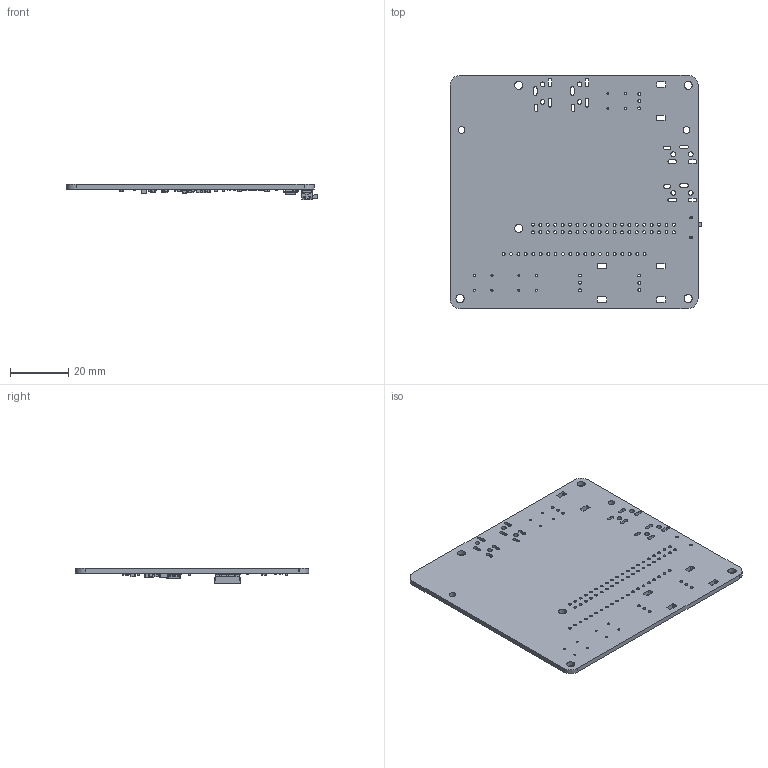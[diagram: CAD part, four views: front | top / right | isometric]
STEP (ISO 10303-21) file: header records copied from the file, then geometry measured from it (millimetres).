
FILE_DESCRIPTION(('KiCad electronic assembly'),'2;1');
FILE_NAME('norns-shield-210330.step','2024-12-22T23:27:19',('Pcbnew'),( 'Kicad'),'Open CASCADE STEP processor 7.8','KiCad to STEP converter' ,'Unknown');
FILE_SCHEMA(('AUTOMOTIVE_DESIGN { 1 0 10303 214 1 1 1 1 }'));
Length unit declared in the file: millimetre
Products named in the file (16): norns-shield-210330 1; R_0603_1608Metric; C_0603_1608Metric; C_0805_2012Metric; C_1206_3216Metric; L_0805_2012Metric; JS202011JAQN; JS102011JAQN; SOIC-8_3.9x4.9mm_P1.27mm; SOIC_8_39x49mm_P127mm; norns-shield-210330_PCB
Assembly tree (74 placements, depth 3):
  norns-shield-210330 1
    R_0603_1608Metric  x33
      R_0603_1608Metric
    C_0603_1608Metric  x21
      C_0603_1608Metric
    C_0805_2012Metric  x7
      C_0805_2012Metric
    C_1206_3216Metric  x2
      C_1206_3216Metric
    L_0805_2012Metric
      L_0805_2012Metric
    JS202011JAQN
      JS102011JAQN
    SOIC-8_3.9x4.9mm_P1.27mm
      SOIC_8_39x49mm_P127mm
    norns-shield-210330_PCB
Bounding box: 86.28 x 79.88 x 5.25 mm (x, y, z)
Volume: 10729.1 mm3; surface area: 15303.2 mm2
Topology: 74 solids, 74 shells, 2402 faces, 6295 edges, 4104 vertices
Faces by surface type: plane 1495, cylinder 871, bspline 32, cone 4
Full cylindrical faces by diameter (mm): 0.6 x1, 0.7 x12, 0.9 x2, 1 x69, 1.6 x8, 2.286 x2, 2.75 x3, 2.8 x2
Entity records: 28529 total; most frequent: CARTESIAN_POINT 4592, DIRECTION 4443, ORIENTED_EDGE 4350, EDGE_CURVE 2175, LINE 1557, VECTOR 1557, AXIS2_PLACEMENT_3D 1443, VERTEX_POINT 1400
